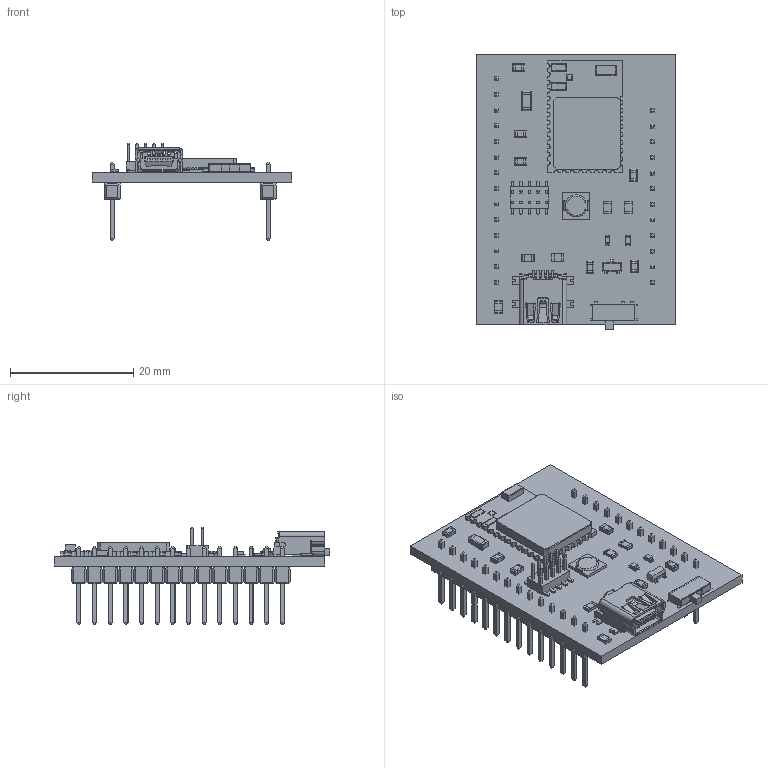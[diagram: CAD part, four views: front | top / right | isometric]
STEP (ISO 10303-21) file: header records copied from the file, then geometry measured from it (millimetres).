
FILE_DESCRIPTION(/* description */ (''),/* implementation_level */ '2;1');
FILE_NAME(/* name */ 'BLE112 CAD.stp',/* time_stamp */ '2015-03-28T20:56:28-07:00',/* author */ (''),/* organization */ (''),/* preprocessor_version */ 'ST-DEVELOPER v16',/* originating_system */ 'Autodesk Translator Framework v4.0.0.4510',/* authorisation */ '');
FILE_SCHEMA (('AUTOMOTIVE_DESIGN { 1 0 10303 214 3 1 1 }'));
Products named in the file (45): RECT; Component2; Component3; Component4; Component5; Component6; Component7; Component8; Component9; Component10; Component11; Component12; Component13; Component14; Component15; Component16; Component17; Component18; Component19; Component20; Component21; Component22; BLE112 v5; CAP0805 v1 (1); CAP0805 v1 (2); CAP0805 v1 (3); CAP0805 v1 (4); BLE112_V2.5 v2; BLE112_comp; SOT23 v1; USB_Mini_B_SMD_buchse v1; LED 0603 single color v1; Pin Header 1x14 TH Pitch 2.54mm v1; Pin Header 1x12 TH Pitch 2.54mm v1; CAP1206 v1; CAP0805 v1; CAP0805 v1 (5); RES0805 v1; RES0805 v1 (1); RES0805 v1 (2) ...
Assembly tree (46 placements, depth 4):
  BLE112 ASSY v4
    BLE112_comp
      Component22
        Component2
        Component3
        Component4
        Component5
        Component6
        Component7
        Component8
        Component9
        Component10
        Component11
        Component12
        Component13
        Component14
        Component15
        Component16
        Component17
        Component18
        Component19
        Component20
        Component21
      BLE112 v5
      BLE112_V2.5 v2
        RECT  x2
        CAP0805 v1 (1)
        CAP0805 v1 (2)
        CAP0805 v1 (3)
        CAP0805 v1 (4)
    SOT23 v1
    USB_Mini_B_SMD_buchse v1
    LED 0603 single color v1  x2
    Pin Header 1x14 TH Pitch 2.54mm v1
    Pin Header 1x12 TH Pitch 2.54mm v1
    CAP1206 v1
    CAP0805 v1
    CAP0805 v1 (5)
    RES0805 v1
    RES0805 v1 (1)
    RES0805 v1 (2)
    RES0805 v1 (3)
    RES0805 v1 (4)
    SMD switch v1
    SMD reset v1
Bounding box: 32.33 x 44.65 x 15.77 mm (x, y, z)
Volume: 2985.1 mm3; surface area: 6789.2 mm2
Topology: 93 solids, 332 shells, 2527 faces, 6834 edges, 4633 vertices
Faces by surface type: plane 2004, cylinder 431, sphere 56, bspline 26, cone 8, torus 2
Full cylindrical faces by diameter (mm): 0.897 x4
Entity records: 77480 total; most frequent: CARTESIAN_POINT 14619, DIRECTION 12558, ORIENTED_EDGE 12142, EDGE_CURVE 6615, LINE 5480, VECTOR 5480, VERTEX_POINT 4527, AXIS2_PLACEMENT_3D 3539
